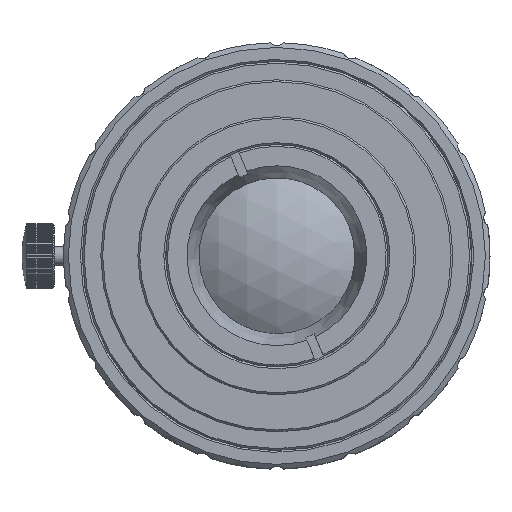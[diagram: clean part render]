
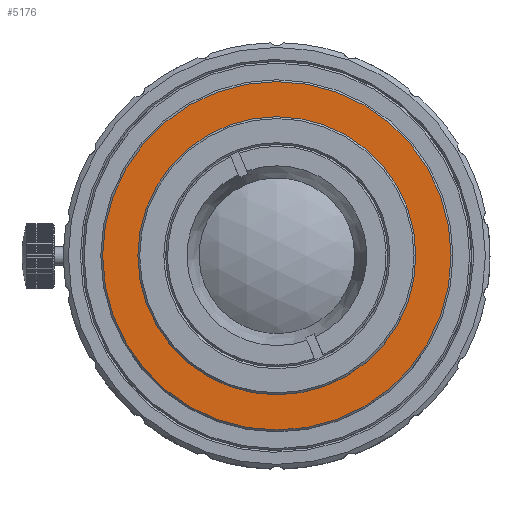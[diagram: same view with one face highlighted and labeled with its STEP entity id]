
A CAD part, top view. The second image highlights one B-rep face of the part: STEP entity #5176.
In plain terms, the highlighted planar face has unit normal (0, 0, 1).
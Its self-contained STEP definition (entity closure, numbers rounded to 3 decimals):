
#3646=PLANE('',#31599);
#5176=ADVANCED_FACE('',(#8215,#8216),#3646,.T.);
#8215=FACE_BOUND('',#10193,.T.);
#8216=FACE_BOUND('',#10194,.T.);
#10193=EDGE_LOOP('',(#20761));
#10194=EDGE_LOOP('',(#20762));
#20761=ORIENTED_EDGE('',*,*,#27992,.T.);
#20762=ORIENTED_EDGE('',*,*,#27993,.T.);
#24138=VERTEX_POINT('',#61476);
#24139=VERTEX_POINT('',#61478);
#27992=EDGE_CURVE('',#24138,#24138,#29331,.T.);
#27993=EDGE_CURVE('',#24139,#24139,#29332,.T.);
#29331=CIRCLE('',#31597,18.8);
#29332=CIRCLE('',#31598,15.);
#31597=AXIS2_PLACEMENT_3D('',#61475,#37834,#37835);
#31598=AXIS2_PLACEMENT_3D('',#61477,#37836,#37837);
#31599=AXIS2_PLACEMENT_3D('',#61479,#37838,#37839);
#37834=DIRECTION('',(0.,0.,1.));
#37835=DIRECTION('',(1.,0.,0.));
#37836=DIRECTION('',(0.,0.,-1.));
#37837=DIRECTION('',(-1.,0.,0.));
#37838=DIRECTION('',(0.,0.,1.));
#37839=DIRECTION('',(1.,0.,0.));
#61475=CARTESIAN_POINT('',(0.,0.,20.826));
#61476=CARTESIAN_POINT('',(18.8,0.,20.826));
#61477=CARTESIAN_POINT('',(0.,0.,20.826));
#61478=CARTESIAN_POINT('',(-15.,0.,20.826));
#61479=CARTESIAN_POINT('',(0.,19.,20.826));
